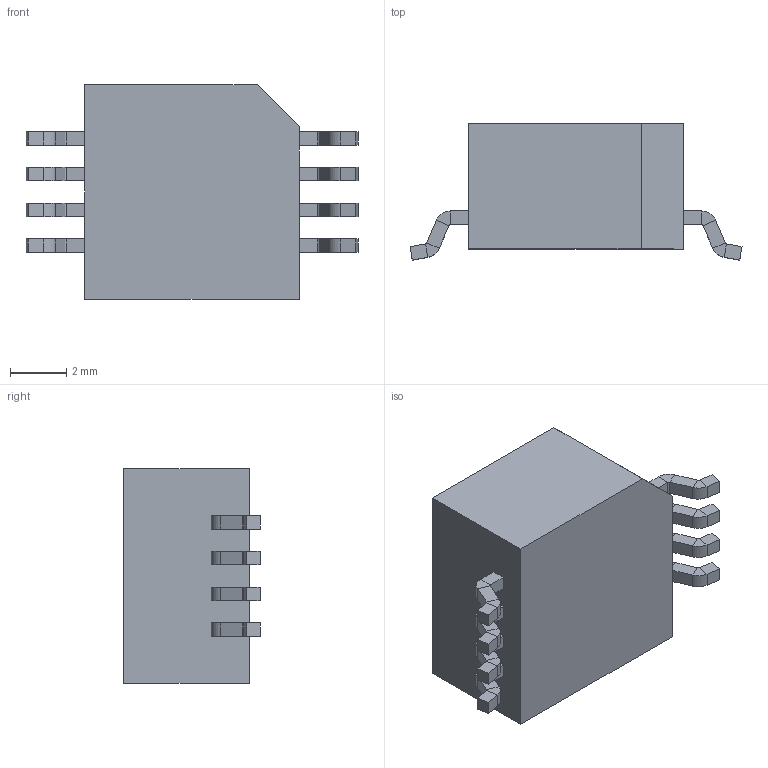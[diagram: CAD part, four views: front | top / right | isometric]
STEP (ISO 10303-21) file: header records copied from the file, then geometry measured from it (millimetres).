
FILE_DESCRIPTION (( 'STEP AP214' ), '1' );
FILE_NAME ('MPXH6115A.STEP', '2024-12-13T14:43:01', ( '' ), ( '' ), 'SwSTEP 2.0', 'SolidWorks 2022', '' );
FILE_SCHEMA (( 'AUTOMOTIVE_DESIGN' ));
Length unit declared in the file: inch
Products named in the file (1): MPXH6115A
Bounding box: 11.79 x 4.83 x 7.62 mm (x, y, z)
Volume: 207.7 mm3; surface area: 329 mm2
Topology: 9 solids, 9 shells, 304 faces, 688 edges, 416 vertices
Faces by surface type: plane 247, cylinder 34, bspline 23
Entity records: 11632 total; most frequent: CARTESIAN_POINT 2856, ORIENTED_EDGE 1376, DIRECTION 1274, EDGE_CURVE 688, LINE 574, VECTOR 574, VERTEX_POINT 416, AXIS2_PLACEMENT_3D 350
